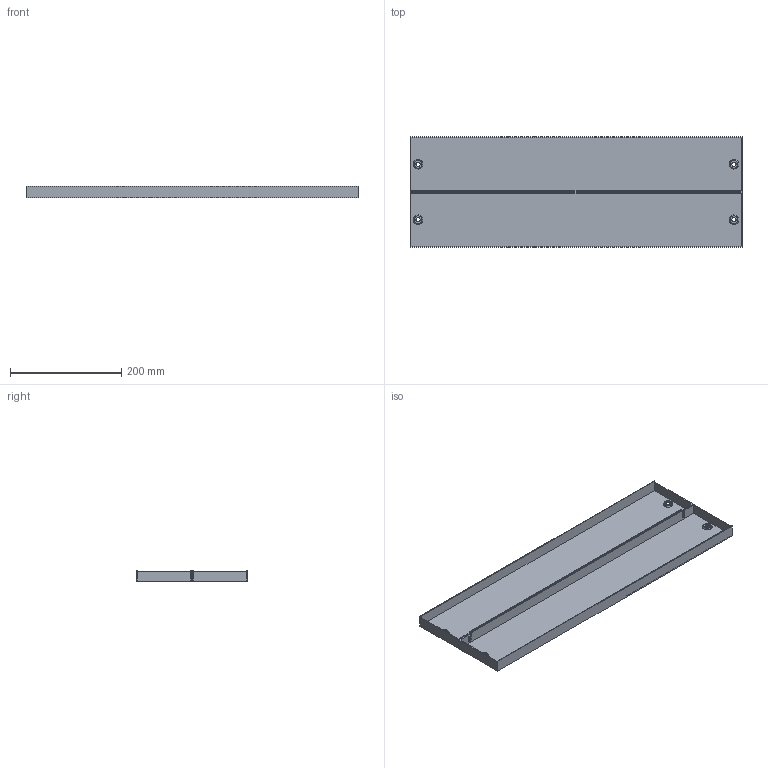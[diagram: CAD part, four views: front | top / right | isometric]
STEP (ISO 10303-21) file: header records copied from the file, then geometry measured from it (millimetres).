
FILE_DESCRIPTION (( 'STEP AP214' ), '1' );
FILE_NAME ('0396-8002-01-07.step', '2022-12-14T08:23:21', ( '' ), ( '' ), 'SwSTEP 2.0', 'SolidWorks 2019', '' );
FILE_SCHEMA (( 'AUTOMOTIVE_DESIGN' ));
Length unit declared in the file: millimetre
Products named in the file (1): 0396-8002-01-07
Bounding box: 598 x 199 x 21.5 mm (x, y, z)
Volume: 259099.7 mm3; surface area: 349984.1 mm2
Topology: 2 solids, 2 shells, 76 faces, 192 edges, 128 vertices
Faces by surface type: plane 44, cylinder 16, cone 16
Entity records: 2359 total; most frequent: DIRECTION 410, CARTESIAN_POINT 397, ORIENTED_EDGE 384, EDGE_CURVE 192, AXIS2_PLACEMENT_3D 141, VERTEX_POINT 128, LINE 128, VECTOR 128
